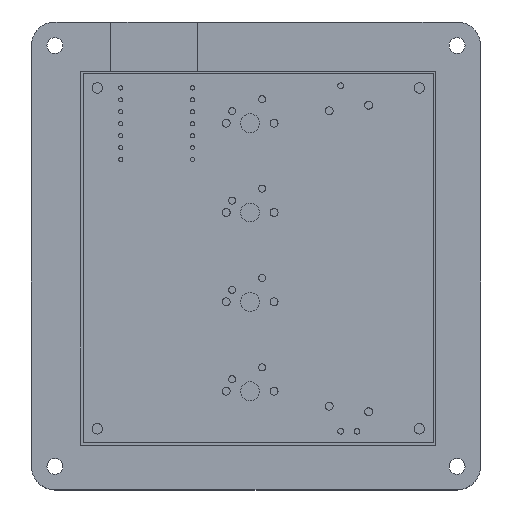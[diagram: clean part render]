
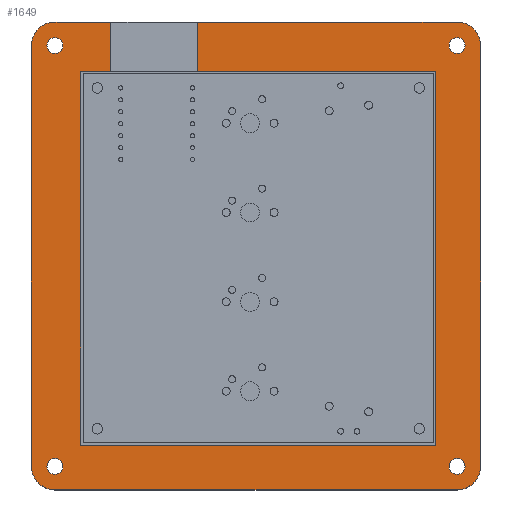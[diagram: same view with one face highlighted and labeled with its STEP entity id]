
A CAD part, top view. The second image highlights one B-rep face of the part: STEP entity #1649.
In plain terms, the highlighted planar face has unit normal (0, 0, 1).
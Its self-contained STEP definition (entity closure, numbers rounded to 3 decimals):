
#170=FACE_BOUND('',#520,.T.);
#171=FACE_BOUND('',#521,.T.);
#172=FACE_BOUND('',#522,.T.);
#173=FACE_BOUND('',#523,.T.);
#272=CIRCLE('',#1836,5.);
#274=CIRCLE('',#1839,5.);
#275=CIRCLE('',#1840,5.);
#276=CIRCLE('',#1841,5.);
#277=CIRCLE('',#1842,1.7);
#278=CIRCLE('',#1843,1.7);
#279=CIRCLE('',#1844,1.7);
#280=CIRCLE('',#1845,1.7);
#348=FACE_OUTER_BOUND('',#519,.T.);
#519=EDGE_LOOP('',(#1433,#1434,#1435,#1436,#1437,#1438,#1439,#1440,#1441,
#1442,#1443,#1444,#1445,#1446,#1447,#1448));
#520=EDGE_LOOP('',(#1449));
#521=EDGE_LOOP('',(#1450));
#522=EDGE_LOOP('',(#1451));
#523=EDGE_LOOP('',(#1452));
#619=LINE('',#2700,#724);
#620=LINE('',#2704,#725);
#621=LINE('',#2708,#726);
#622=LINE('',#2712,#727);
#623=LINE('',#2714,#728);
#624=LINE('',#2716,#729);
#625=LINE('',#2718,#730);
#626=LINE('',#2720,#731);
#627=LINE('',#2722,#732);
#628=LINE('',#2724,#733);
#629=LINE('',#2726,#734);
#630=LINE('',#2727,#735);
#724=VECTOR('',#2243,10.);
#725=VECTOR('',#2246,10.);
#726=VECTOR('',#2249,10.);
#727=VECTOR('',#2252,10.);
#728=VECTOR('',#2253,10.);
#729=VECTOR('',#2254,10.);
#730=VECTOR('',#2255,10.);
#731=VECTOR('',#2256,10.);
#732=VECTOR('',#2257,10.);
#733=VECTOR('',#2258,10.);
#734=VECTOR('',#2259,10.);
#735=VECTOR('',#2260,10.);
#868=VERTEX_POINT('',#2690);
#869=VERTEX_POINT('',#2691);
#872=VERTEX_POINT('',#2699);
#873=VERTEX_POINT('',#2701);
#874=VERTEX_POINT('',#2703);
#875=VERTEX_POINT('',#2705);
#876=VERTEX_POINT('',#2707);
#877=VERTEX_POINT('',#2709);
#878=VERTEX_POINT('',#2711);
#879=VERTEX_POINT('',#2713);
#880=VERTEX_POINT('',#2715);
#881=VERTEX_POINT('',#2717);
#882=VERTEX_POINT('',#2719);
#883=VERTEX_POINT('',#2721);
#884=VERTEX_POINT('',#2723);
#885=VERTEX_POINT('',#2725);
#886=VERTEX_POINT('',#2728);
#887=VERTEX_POINT('',#2730);
#888=VERTEX_POINT('',#2732);
#889=VERTEX_POINT('',#2734);
#1063=EDGE_CURVE('',#868,#869,#272,.T.);
#1067=EDGE_CURVE('',#868,#872,#619,.T.);
#1068=EDGE_CURVE('',#873,#872,#274,.T.);
#1069=EDGE_CURVE('',#873,#874,#620,.T.);
#1070=EDGE_CURVE('',#875,#874,#275,.T.);
#1071=EDGE_CURVE('',#875,#876,#621,.T.);
#1072=EDGE_CURVE('',#877,#876,#276,.T.);
#1073=EDGE_CURVE('',#877,#878,#622,.T.);
#1074=EDGE_CURVE('',#878,#879,#623,.T.);
#1075=EDGE_CURVE('',#879,#880,#624,.T.);
#1076=EDGE_CURVE('',#880,#881,#625,.T.);
#1077=EDGE_CURVE('',#881,#882,#626,.T.);
#1078=EDGE_CURVE('',#882,#883,#627,.T.);
#1079=EDGE_CURVE('',#883,#884,#628,.T.);
#1080=EDGE_CURVE('',#884,#885,#629,.T.);
#1081=EDGE_CURVE('',#885,#869,#630,.T.);
#1082=EDGE_CURVE('',#886,#886,#277,.T.);
#1083=EDGE_CURVE('',#887,#887,#278,.T.);
#1084=EDGE_CURVE('',#888,#888,#279,.T.);
#1085=EDGE_CURVE('',#889,#889,#280,.T.);
#1433=ORIENTED_EDGE('',*,*,#1063,.F.);
#1434=ORIENTED_EDGE('',*,*,#1067,.T.);
#1435=ORIENTED_EDGE('',*,*,#1068,.F.);
#1436=ORIENTED_EDGE('',*,*,#1069,.T.);
#1437=ORIENTED_EDGE('',*,*,#1070,.F.);
#1438=ORIENTED_EDGE('',*,*,#1071,.T.);
#1439=ORIENTED_EDGE('',*,*,#1072,.F.);
#1440=ORIENTED_EDGE('',*,*,#1073,.T.);
#1441=ORIENTED_EDGE('',*,*,#1074,.T.);
#1442=ORIENTED_EDGE('',*,*,#1075,.T.);
#1443=ORIENTED_EDGE('',*,*,#1076,.T.);
#1444=ORIENTED_EDGE('',*,*,#1077,.T.);
#1445=ORIENTED_EDGE('',*,*,#1078,.T.);
#1446=ORIENTED_EDGE('',*,*,#1079,.T.);
#1447=ORIENTED_EDGE('',*,*,#1080,.T.);
#1448=ORIENTED_EDGE('',*,*,#1081,.T.);
#1449=ORIENTED_EDGE('',*,*,#1082,.T.);
#1450=ORIENTED_EDGE('',*,*,#1083,.T.);
#1451=ORIENTED_EDGE('',*,*,#1084,.T.);
#1452=ORIENTED_EDGE('',*,*,#1085,.T.);
#1579=PLANE('',#1838);
#1649=ADVANCED_FACE('',(#348,#170,#171,#172,#173),#1579,.T.);
#1836=AXIS2_PLACEMENT_3D('',#2692,#2235,#2236);
#1838=AXIS2_PLACEMENT_3D('',#2698,#2241,#2242);
#1839=AXIS2_PLACEMENT_3D('',#2702,#2244,#2245);
#1840=AXIS2_PLACEMENT_3D('',#2706,#2247,#2248);
#1841=AXIS2_PLACEMENT_3D('',#2710,#2250,#2251);
#1842=AXIS2_PLACEMENT_3D('',#2729,#2261,#2262);
#1843=AXIS2_PLACEMENT_3D('',#2731,#2263,#2264);
#1844=AXIS2_PLACEMENT_3D('',#2733,#2265,#2266);
#1845=AXIS2_PLACEMENT_3D('',#2735,#2267,#2268);
#2235=DIRECTION('center_axis',(0.,0.,-1.));
#2236=DIRECTION('ref_axis',(-0.707,0.707,0.));
#2241=DIRECTION('center_axis',(0.,0.,1.));
#2242=DIRECTION('ref_axis',(1.,0.,0.));
#2243=DIRECTION('',(0.,-1.,0.));
#2244=DIRECTION('center_axis',(0.,0.,-1.));
#2245=DIRECTION('ref_axis',(-0.707,-0.707,0.));
#2246=DIRECTION('',(1.,0.,0.));
#2247=DIRECTION('center_axis',(0.,0.,-1.));
#2248=DIRECTION('ref_axis',(0.707,-0.707,0.));
#2249=DIRECTION('',(0.,1.,0.));
#2250=DIRECTION('center_axis',(0.,0.,-1.));
#2251=DIRECTION('ref_axis',(0.707,0.707,0.));
#2252=DIRECTION('',(-1.,0.,0.));
#2253=DIRECTION('',(0.,-1.,0.));
#2254=DIRECTION('',(1.,0.,0.));
#2255=DIRECTION('',(0.,-1.,0.));
#2256=DIRECTION('',(-1.,0.,0.));
#2257=DIRECTION('',(0.,1.,0.));
#2258=DIRECTION('',(1.,0.,0.));
#2259=DIRECTION('',(0.,1.,0.));
#2260=DIRECTION('',(-1.,0.,0.));
#2261=DIRECTION('center_axis',(0.,0.,-1.));
#2262=DIRECTION('ref_axis',(1.,0.,0.));
#2263=DIRECTION('center_axis',(0.,0.,-1.));
#2264=DIRECTION('ref_axis',(1.,0.,0.));
#2265=DIRECTION('center_axis',(0.,0.,-1.));
#2266=DIRECTION('ref_axis',(1.,0.,0.));
#2267=DIRECTION('center_axis',(0.,0.,-1.));
#2268=DIRECTION('ref_axis',(1.,0.,0.));
#2690=CARTESIAN_POINT('',(-32.5,22.5,13.));
#2691=CARTESIAN_POINT('',(-27.5,27.5,13.));
#2692=CARTESIAN_POINT('Origin',(-27.5,22.5,13.));
#2698=CARTESIAN_POINT('Origin',(-27.5,22.5,13.));
#2699=CARTESIAN_POINT('',(-32.5,-67.,13.));
#2700=CARTESIAN_POINT('',(-32.5,-72.,13.));
#2701=CARTESIAN_POINT('',(-27.5,-72.,13.));
#2702=CARTESIAN_POINT('Origin',(-27.5,-67.,13.));
#2703=CARTESIAN_POINT('',(58.,-72.,13.));
#2704=CARTESIAN_POINT('',(63.,-72.,13.));
#2705=CARTESIAN_POINT('',(63.,-67.,13.));
#2706=CARTESIAN_POINT('Origin',(58.,-67.,13.));
#2707=CARTESIAN_POINT('',(63.,22.5,13.));
#2708=CARTESIAN_POINT('',(63.,27.5,13.));
#2709=CARTESIAN_POINT('',(58.,27.5,13.));
#2710=CARTESIAN_POINT('Origin',(58.,22.5,13.));
#2711=CARTESIAN_POINT('',(2.875,27.5,13.));
#2712=CARTESIAN_POINT('',(-32.5,27.5,13.));
#2713=CARTESIAN_POINT('',(2.875,17.,13.));
#2714=CARTESIAN_POINT('',(2.875,25.,13.));
#2715=CARTESIAN_POINT('',(53.5,17.,13.));
#2716=CARTESIAN_POINT('',(-22.,17.,13.));
#2717=CARTESIAN_POINT('',(53.5,-62.5,13.));
#2718=CARTESIAN_POINT('',(53.5,17.,13.));
#2719=CARTESIAN_POINT('',(-22.,-62.5,13.));
#2720=CARTESIAN_POINT('',(53.5,-62.5,13.));
#2721=CARTESIAN_POINT('',(-22.,17.,13.));
#2722=CARTESIAN_POINT('',(-22.,-62.5,13.));
#2723=CARTESIAN_POINT('',(-15.625,17.,13.));
#2724=CARTESIAN_POINT('',(-22.,17.,13.));
#2725=CARTESIAN_POINT('',(-15.625,27.5,13.));
#2726=CARTESIAN_POINT('',(-15.625,19.75,13.));
#2727=CARTESIAN_POINT('',(-32.5,27.5,13.));
#2728=CARTESIAN_POINT('',(-29.2,22.5,13.));
#2729=CARTESIAN_POINT('Origin',(-27.5,22.5,13.));
#2730=CARTESIAN_POINT('',(56.3,-67.,13.));
#2731=CARTESIAN_POINT('Origin',(58.,-67.,13.));
#2732=CARTESIAN_POINT('',(-29.2,-67.,13.));
#2733=CARTESIAN_POINT('Origin',(-27.5,-67.,13.));
#2734=CARTESIAN_POINT('',(56.3,22.5,13.));
#2735=CARTESIAN_POINT('Origin',(58.,22.5,13.));
